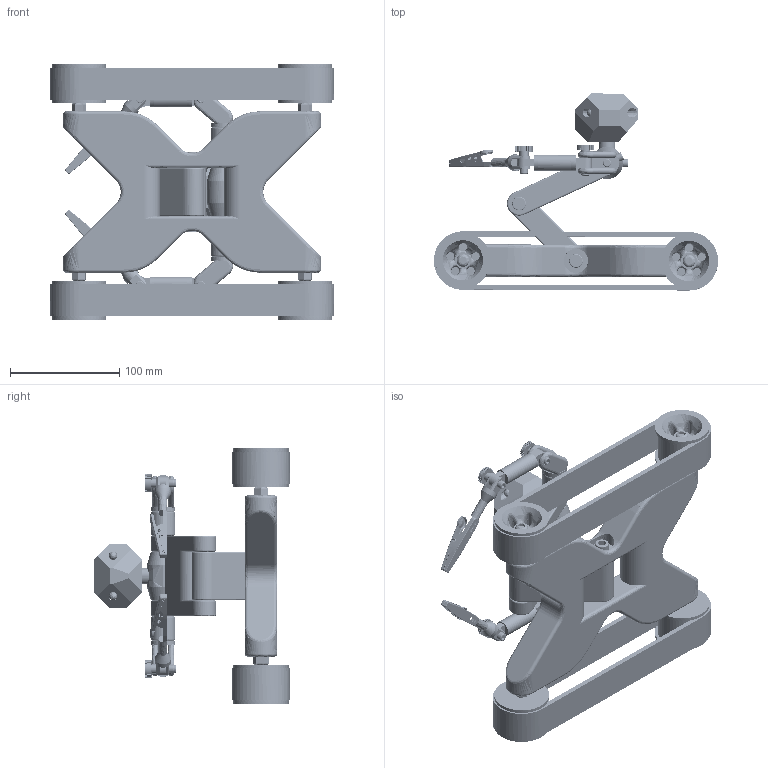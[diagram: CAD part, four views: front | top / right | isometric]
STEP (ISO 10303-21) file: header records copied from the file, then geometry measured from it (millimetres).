
FILE_DESCRIPTION(('FreeCAD Model'),'2;1');
FILE_NAME('Open CASCADE Shape Model','2025-05-04T13:17:35',('FreeCAD'),( 'FreeCAD'),'Open CASCADE STEP processor 7.6','FreeCAD','Unknown');
FILE_SCHEMA(('AUTOMOTIVE_DESIGN { 1 0 10303 214 1 1 1 1 }'));
Products named in the file (1): Open CASCADE STEP translator 7.6 1
Bounding box: 259.6 x 179.8 x 233.05 mm (x, y, z)
Surface area: 321251.7 mm2 (no closed solid volume)
Topology: 0 solids, 2081 shells, 2081 faces, 28148 edges, 28125 vertices
Faces by surface type: bspline 2081
Entity records: 292782 total; most frequent: CARTESIAN_POINT 171230, ORIENTED_EDGE 28127, EDGE_CURVE 28127, VERTEX_POINT 28127, B_SPLINE_CURVE_WITH_KNOTS 25375, FACE_BOUND 2287, EDGE_LOOP 2287, SHELL_BASED_SURFACE_MODEL 2081
